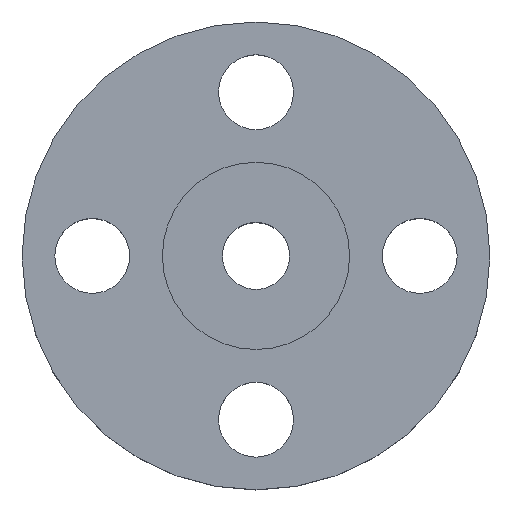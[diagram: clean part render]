
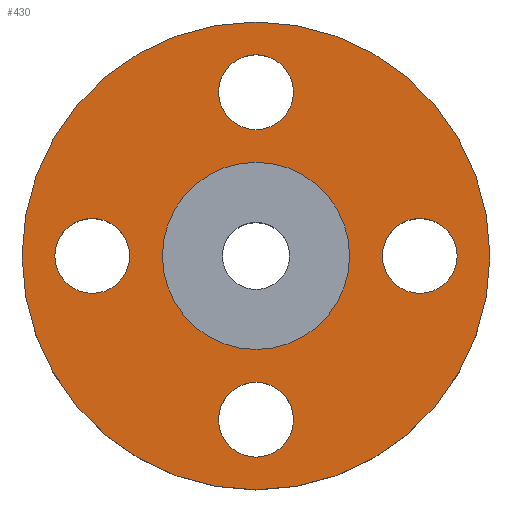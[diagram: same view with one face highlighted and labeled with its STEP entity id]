
A CAD part, top view. The second image highlights one B-rep face of the part: STEP entity #430.
In plain terms, the highlighted planar face has unit normal (0, 0, 1).
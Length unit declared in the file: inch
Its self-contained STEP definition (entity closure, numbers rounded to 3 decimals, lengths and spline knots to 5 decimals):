
#10 = VERTEX_POINT ( 'NONE', #168 ) ;
#14 = VERTEX_POINT ( 'NONE', #824 ) ;
#19 = ORIENTED_EDGE ( 'NONE', *, *, #704, .F. ) ;
#24 = EDGE_LOOP ( 'NONE', ( #241, #105 ) ) ;
#25 = CARTESIAN_POINT ( 'NONE',  ( 0., 2.1875, -0.25 ) ) ;
#32 = DIRECTION ( 'NONE',  ( 0., 0., 1. ) ) ;
#60 = ORIENTED_EDGE ( 'NONE', *, *, #346, .F. ) ;
#64 = VERTEX_POINT ( 'NONE', #361 ) ;
#68 = CARTESIAN_POINT ( 'NONE',  ( 0., 2.1875, -0.25 ) ) ;
#71 = AXIS2_PLACEMENT_3D ( 'NONE', #68, #138, #602 ) ;
#85 = ORIENTED_EDGE ( 'NONE', *, *, #562, .F. ) ;
#87 = CIRCLE ( 'NONE', #334, 0.5 ) ;
#94 = DIRECTION ( 'NONE',  ( 0., 0., 1. ) ) ;
#97 = CARTESIAN_POINT ( 'NONE',  ( -0.5, 2.1875, -0.25 ) ) ;
#103 = CARTESIAN_POINT ( 'NONE',  ( -3.125, 0., -0.25 ) ) ;
#105 = ORIENTED_EDGE ( 'NONE', *, *, #623, .F. ) ;
#106 = VERTEX_POINT ( 'NONE', #576 ) ;
#107 = AXIS2_PLACEMENT_3D ( 'NONE', #435, #119, #594 ) ;
#108 = AXIS2_PLACEMENT_3D ( 'NONE', #25, #821, #274 ) ;
#118 = EDGE_CURVE ( 'NONE', #279, #106, #421, .T. ) ;
#119 = DIRECTION ( 'NONE',  ( 0., 0., 1. ) ) ;
#131 = CIRCLE ( 'NONE', #71, 0.5 ) ;
#134 = DIRECTION ( 'NONE',  ( 1., 0., 0. ) ) ;
#138 = DIRECTION ( 'NONE',  ( 0., 0., 1. ) ) ;
#146 = EDGE_CURVE ( 'NONE', #14, #10, #553, .T. ) ;
#158 = CIRCLE ( 'NONE', #666, 1.25 ) ;
#168 = CARTESIAN_POINT ( 'NONE',  ( -1.25, 0., -0.25 ) ) ;
#176 = CARTESIAN_POINT ( 'NONE',  ( 0., 0., -0.25 ) ) ;
#190 = FACE_BOUND ( 'NONE', #540, .T. ) ;
#201 = CIRCLE ( 'NONE', #728, 3.125 ) ;
#204 = FACE_BOUND ( 'NONE', #293, .T. ) ;
#208 = CARTESIAN_POINT ( 'NONE',  ( 3.125, 0., -0.25 ) ) ;
#218 = VERTEX_POINT ( 'NONE', #296 ) ;
#221 = DIRECTION ( 'NONE',  ( 0., 1., 0. ) ) ;
#227 = EDGE_CURVE ( 'NONE', #276, #705, #754, .T. ) ;
#229 = AXIS2_PLACEMENT_3D ( 'NONE', #571, #401, #340 ) ;
#235 = DIRECTION ( 'NONE',  ( 1., 0., 0. ) ) ;
#241 = ORIENTED_EDGE ( 'NONE', *, *, #146, .F. ) ;
#274 = DIRECTION ( 'NONE',  ( 0., -1., 0. ) ) ;
#276 = VERTEX_POINT ( 'NONE', #103 ) ;
#279 = VERTEX_POINT ( 'NONE', #493 ) ;
#283 = VERTEX_POINT ( 'NONE', #349 ) ;
#293 = EDGE_LOOP ( 'NONE', ( #60, #543 ) ) ;
#296 = CARTESIAN_POINT ( 'NONE',  ( 0.5, -2.1875, -0.25 ) ) ;
#298 = EDGE_CURVE ( 'NONE', #106, #279, #87, .T. ) ;
#306 = EDGE_CURVE ( 'NONE', #685, #64, #376, .T. ) ;
#307 = DIRECTION ( 'NONE',  ( -1., 0., 0. ) ) ;
#308 = CIRCLE ( 'NONE', #108, 0.5 ) ;
#321 = CIRCLE ( 'NONE', #603, 0.5 ) ;
#327 = ORIENTED_EDGE ( 'NONE', *, *, #397, .F. ) ;
#330 = CARTESIAN_POINT ( 'NONE',  ( 0., -2.1875, -0.25 ) ) ;
#334 = AXIS2_PLACEMENT_3D ( 'NONE', #508, #438, #235 ) ;
#337 = CARTESIAN_POINT ( 'NONE',  ( 0., 0., -0.25 ) ) ;
#340 = DIRECTION ( 'NONE',  ( 1., 0., 0. ) ) ;
#346 = EDGE_CURVE ( 'NONE', #64, #685, #321, .T. ) ;
#349 = CARTESIAN_POINT ( 'NONE',  ( -0.5, -2.1875, -0.25 ) ) ;
#361 = CARTESIAN_POINT ( 'NONE',  ( 2.6875, 0., -0.25 ) ) ;
#363 = VERTEX_POINT ( 'NONE', #842 ) ;
#368 = ORIENTED_EDGE ( 'NONE', *, *, #227, .T. ) ;
#371 = ORIENTED_EDGE ( 'NONE', *, *, #298, .F. ) ;
#376 = CIRCLE ( 'NONE', #783, 0.5 ) ;
#383 = CIRCLE ( 'NONE', #715, 0.5 ) ;
#397 = EDGE_CURVE ( 'NONE', #363, #465, #131, .T. ) ;
#401 = DIRECTION ( 'NONE',  ( 0., 0., 1. ) ) ;
#421 = CIRCLE ( 'NONE', #107, 0.5 ) ;
#428 = CARTESIAN_POINT ( 'NONE',  ( 2.1875, 0., -0.25 ) ) ;
#430 = ADVANCED_FACE ( 'NONE', ( #190, #204, #450, #802, #737, #743 ), #522, .F. ) ;
#435 = CARTESIAN_POINT ( 'NONE',  ( -2.1875, 0., -0.25 ) ) ;
#438 = DIRECTION ( 'NONE',  ( 0., 0., 1. ) ) ;
#450 = FACE_BOUND ( 'NONE', #548, .T. ) ;
#457 = CIRCLE ( 'NONE', #674, 0.5 ) ;
#465 = VERTEX_POINT ( 'NONE', #97 ) ;
#477 = EDGE_CURVE ( 'NONE', #283, #218, #457, .T. ) ;
#493 = CARTESIAN_POINT ( 'NONE',  ( -2.6875, 0., -0.25 ) ) ;
#508 = CARTESIAN_POINT ( 'NONE',  ( -2.1875, 0., -0.25 ) ) ;
#514 = DIRECTION ( 'NONE',  ( 0., 0., 1. ) ) ;
#522 = PLANE ( 'NONE',  #850 ) ;
#525 = ORIENTED_EDGE ( 'NONE', *, *, #579, .T. ) ;
#533 = DIRECTION ( 'NONE',  ( -1., 0., 0. ) ) ;
#540 = EDGE_LOOP ( 'NONE', ( #327, #85 ) ) ;
#541 = DIRECTION ( 'NONE',  ( 0., 1., 0. ) ) ;
#543 = ORIENTED_EDGE ( 'NONE', *, *, #306, .F. ) ;
#548 = EDGE_LOOP ( 'NONE', ( #19, #771 ) ) ;
#553 = CIRCLE ( 'NONE', #601, 1.25 ) ;
#555 = ORIENTED_EDGE ( 'NONE', *, *, #118, .F. ) ;
#558 = DIRECTION ( 'NONE',  ( 1., 0., 0. ) ) ;
#562 = EDGE_CURVE ( 'NONE', #465, #363, #308, .T. ) ;
#571 = CARTESIAN_POINT ( 'NONE',  ( 0., 0., -0.25 ) ) ;
#576 = CARTESIAN_POINT ( 'NONE',  ( -1.6875, 0., -0.25 ) ) ;
#579 = EDGE_CURVE ( 'NONE', #705, #276, #201, .T. ) ;
#588 = DIRECTION ( 'NONE',  ( -1., 0., 0. ) ) ;
#594 = DIRECTION ( 'NONE',  ( 1., 0., 0. ) ) ;
#598 = CARTESIAN_POINT ( 'NONE',  ( 1.6875, 0., -0.25 ) ) ;
#601 = AXIS2_PLACEMENT_3D ( 'NONE', #337, #613, #134 ) ;
#602 = DIRECTION ( 'NONE',  ( 0., -1., 0. ) ) ;
#603 = AXIS2_PLACEMENT_3D ( 'NONE', #428, #720, #588 ) ;
#613 = DIRECTION ( 'NONE',  ( 0., 0., 1. ) ) ;
#615 = DIRECTION ( 'NONE',  ( 0., 0., 1. ) ) ;
#623 = EDGE_CURVE ( 'NONE', #10, #14, #158, .T. ) ;
#666 = AXIS2_PLACEMENT_3D ( 'NONE', #176, #514, #772 ) ;
#673 = DIRECTION ( 'NONE',  ( 0., 0., -1. ) ) ;
#674 = AXIS2_PLACEMENT_3D ( 'NONE', #709, #32, #221 ) ;
#685 = VERTEX_POINT ( 'NONE', #598 ) ;
#686 = CARTESIAN_POINT ( 'NONE',  ( 0., 1.25, -0.25 ) ) ;
#704 = EDGE_CURVE ( 'NONE', #218, #283, #383, .T. ) ;
#705 = VERTEX_POINT ( 'NONE', #208 ) ;
#709 = CARTESIAN_POINT ( 'NONE',  ( 0., -2.1875, -0.25 ) ) ;
#715 = AXIS2_PLACEMENT_3D ( 'NONE', #330, #615, #541 ) ;
#718 = EDGE_LOOP ( 'NONE', ( #525, #368 ) ) ;
#720 = DIRECTION ( 'NONE',  ( 0., 0., 1. ) ) ;
#728 = AXIS2_PLACEMENT_3D ( 'NONE', #827, #94, #558 ) ;
#737 = FACE_BOUND ( 'NONE', #24, .T. ) ;
#743 = FACE_OUTER_BOUND ( 'NONE', #718, .T. ) ;
#754 = CIRCLE ( 'NONE', #229, 3.125 ) ;
#771 = ORIENTED_EDGE ( 'NONE', *, *, #477, .F. ) ;
#772 = DIRECTION ( 'NONE',  ( 1., 0., 0. ) ) ;
#774 = DIRECTION ( 'NONE',  ( 0., 0., 1. ) ) ;
#783 = AXIS2_PLACEMENT_3D ( 'NONE', #857, #774, #307 ) ;
#802 = FACE_BOUND ( 'NONE', #840, .T. ) ;
#821 = DIRECTION ( 'NONE',  ( 0., 0., 1. ) ) ;
#824 = CARTESIAN_POINT ( 'NONE',  ( 1.25, 0., -0.25 ) ) ;
#827 = CARTESIAN_POINT ( 'NONE',  ( 0., 0., -0.25 ) ) ;
#840 = EDGE_LOOP ( 'NONE', ( #371, #555 ) ) ;
#842 = CARTESIAN_POINT ( 'NONE',  ( 0.5, 2.1875, -0.25 ) ) ;
#850 = AXIS2_PLACEMENT_3D ( 'NONE', #686, #673, #533 ) ;
#857 = CARTESIAN_POINT ( 'NONE',  ( 2.1875, 0., -0.25 ) ) ;
